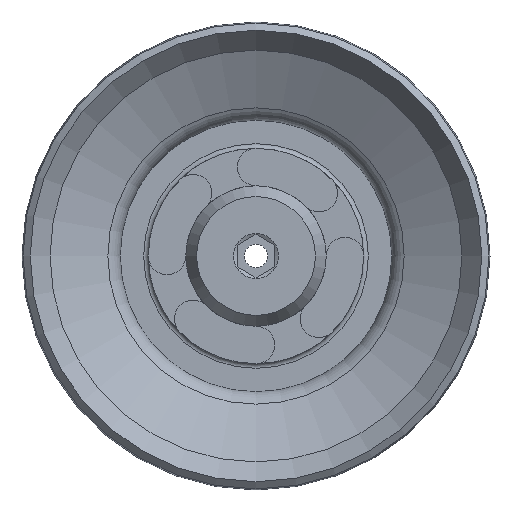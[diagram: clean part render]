
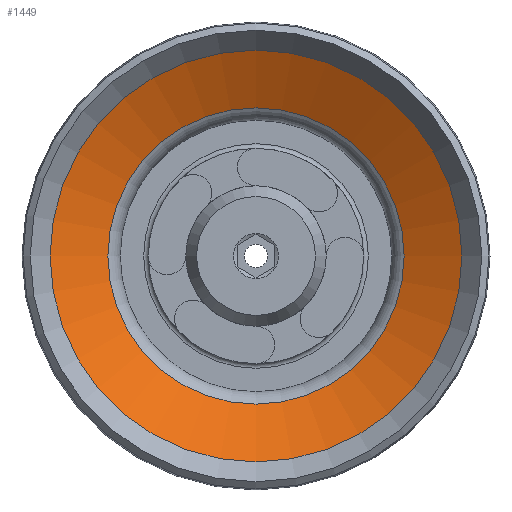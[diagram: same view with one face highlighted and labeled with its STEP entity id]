
A CAD part, front view. The second image highlights one B-rep face of the part: STEP entity #1449.
In plain terms, the highlighted conical face has half-angle 62.072 degrees and reference radius 15.829 mm.
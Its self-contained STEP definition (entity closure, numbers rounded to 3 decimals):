
#191=CIRCLE('',#1562,15.829);
#192=CIRCLE('',#1564,22.);
#310=ORIENTED_EDGE('',*,*,#550,.T.);
#311=ORIENTED_EDGE('',*,*,#549,.F.);
#549=EDGE_CURVE('',#665,#665,#191,.T.);
#550=EDGE_CURVE('',#666,#666,#192,.T.);
#665=VERTEX_POINT('',#2168);
#666=VERTEX_POINT('',#2171);
#749=EDGE_LOOP('',(#310));
#750=EDGE_LOOP('',(#311));
#853=FACE_BOUND('',#749,.T.);
#854=FACE_BOUND('',#750,.T.);
#934=CONICAL_SURFACE('',#1563,15.829,1.083);
#1449=ADVANCED_FACE('',(#853,#854),#934,.F.);
#1562=AXIS2_PLACEMENT_3D('',#2167,#1778,#1779);
#1563=AXIS2_PLACEMENT_3D('',#2169,#1780,#1781);
#1564=AXIS2_PLACEMENT_3D('',#2170,#1782,#1783);
#1778=DIRECTION('',(0.,-1.,0.));
#1779=DIRECTION('',(0.,0.,-1.));
#1780=DIRECTION('',(0.,-1.,0.));
#1781=DIRECTION('',(0.,0.,-1.));
#1782=DIRECTION('',(0.,-1.,0.));
#1783=DIRECTION('',(0.,0.,-1.));
#2167=CARTESIAN_POINT('',(0.,5.791,0.));
#2168=CARTESIAN_POINT('',(0.,5.791,-15.829));
#2169=CARTESIAN_POINT('',(0.,5.791,0.));
#2170=CARTESIAN_POINT('',(0.,2.52,0.));
#2171=CARTESIAN_POINT('',(0.,2.52,-22.));
